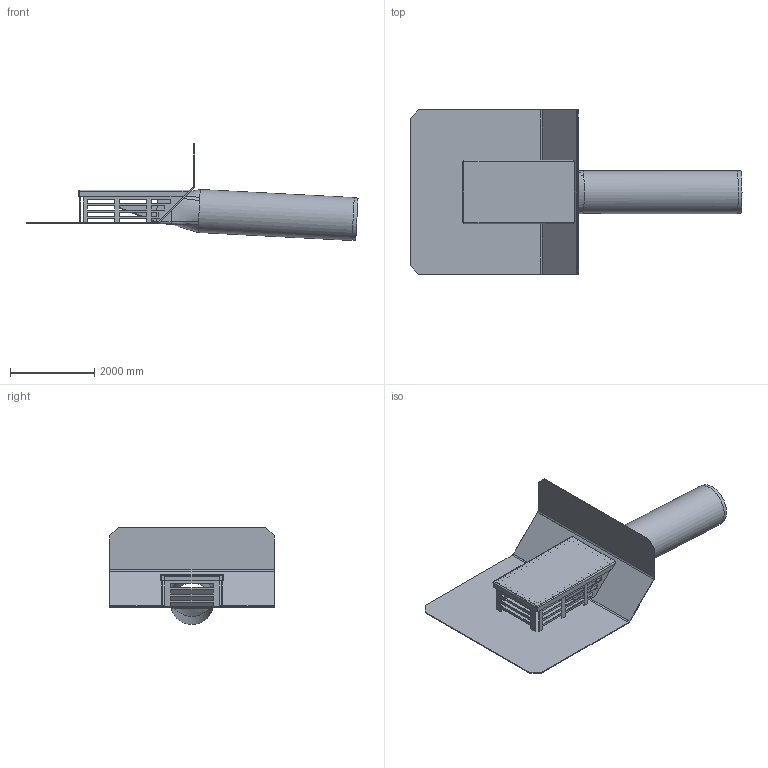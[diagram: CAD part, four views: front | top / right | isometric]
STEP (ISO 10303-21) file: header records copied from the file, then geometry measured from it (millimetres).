
FILE_DESCRIPTION(/* description */ (''),/* implementation_level */ '2;1');
FILE_NAME(/* name */ '01325.100X_3D.stp',/* time_stamp */ '2024-12-11T13:23:51+01:00',/* author */ ('CAD'),/* organization */ (''),/* preprocessor_version */ 'ST-DEVELOPER v20',/* originating_system */ 'AutoCAD Mechanical',/* authorisation */ '');
FILE_SCHEMA (('AUTOMOTIVE_DESIGN { 1 0 10303 214 3 1 1 }'));
Length unit declared in the file: centimetre
Products named in the file (1): Product
Bounding box: 7877.79 x 3900 x 2302.18 mm (x, y, z)
Volume: 875544148.2 mm3; surface area: 90128718.9 mm2
Topology: 5 solids, 5 shells, 236 faces, 675 edges, 447 vertices
Faces by surface type: plane 183, cylinder 30, bspline 21, cone 2
Full cylindrical faces by diameter (mm): 980 x1, 1020 x1
Entity records: 9114 total; most frequent: CARTESIAN_POINT 2857, ORIENTED_EDGE 1350, DIRECTION 1169, EDGE_CURVE 675, LINE 561, VECTOR 561, VERTEX_POINT 447, AXIS2_PLACEMENT_3D 304
